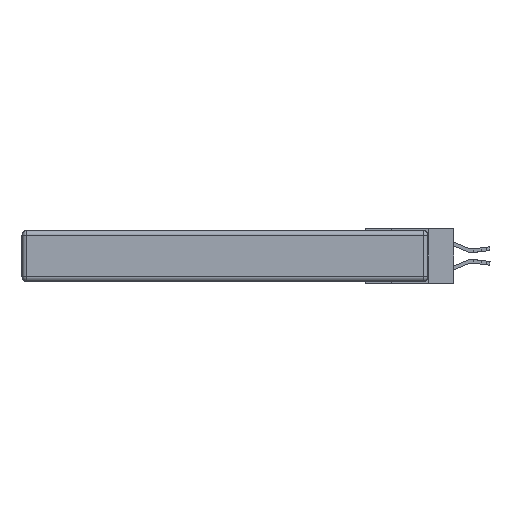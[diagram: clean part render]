
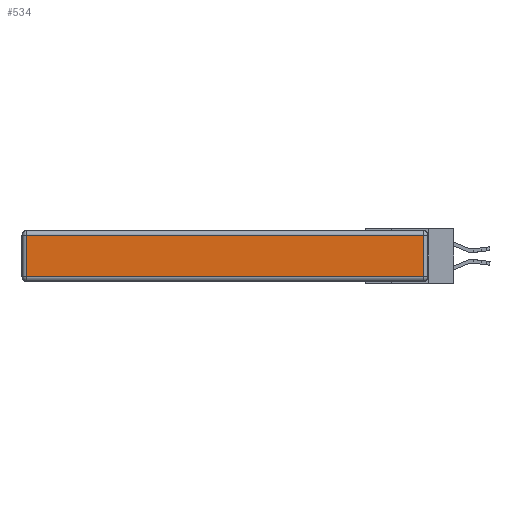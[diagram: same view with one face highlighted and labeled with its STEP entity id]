
A CAD part, left-side view. The second image highlights one B-rep face of the part: STEP entity #534.
In plain terms, the highlighted planar face has unit normal (-1, 0, 0).
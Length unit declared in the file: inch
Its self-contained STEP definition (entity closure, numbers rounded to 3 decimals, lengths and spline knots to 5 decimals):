
#534 = ADVANCED_FACE ( 'NONE', ( #20558 ), #13353, .T. ) ;
#684 = DIRECTION ( 'NONE',  ( 0., 1., 0. ) ) ;
#1346 = CARTESIAN_POINT ( 'NONE',  ( 0., 2.72, -0.03 ) ) ;
#1546 = VERTEX_POINT ( 'NONE', #17812 ) ;
#2003 = LINE ( 'NONE', #8164, #19137 ) ;
#2426 = DIRECTION ( 'NONE',  ( 0., -1., 0. ) ) ;
#2688 = ORIENTED_EDGE ( 'NONE', *, *, #8580, .T. ) ;
#3961 = VECTOR ( 'NONE', #18397, 39.37008 ) ;
#4404 = EDGE_CURVE ( 'NONE', #13362, #1546, #16567, .T. ) ;
#4441 = DIRECTION ( 'NONE',  ( 0., 0., 1. ) ) ;
#4553 = ORIENTED_EDGE ( 'NONE', *, *, #21378, .T. ) ;
#4887 = ORIENTED_EDGE ( 'NONE', *, *, #4404, .T. ) ;
#6658 = ORIENTED_EDGE ( 'NONE', *, *, #17314, .T. ) ;
#7742 = DIRECTION ( 'NONE',  ( -1., 0., 0. ) ) ;
#8164 = CARTESIAN_POINT ( 'NONE',  ( 0., 0.03, -0.343 ) ) ;
#8472 = EDGE_LOOP ( 'NONE', ( #4887, #2688, #6658, #4553 ) ) ;
#8580 = EDGE_CURVE ( 'NONE', #1546, #15950, #2003, .T. ) ;
#9732 = DIRECTION ( 'NONE',  ( 0., 0., 1. ) ) ;
#10743 = CARTESIAN_POINT ( 'NONE',  ( 0., 0.03, -0.03 ) ) ;
#11415 = CARTESIAN_POINT ( 'NONE',  ( 0., 2.75, -0.03 ) ) ;
#12008 = LINE ( 'NONE', #16473, #3961 ) ;
#13260 = CARTESIAN_POINT ( 'NONE',  ( 0., 2.72, -0.313 ) ) ;
#13353 = PLANE ( 'NONE',  #15827 ) ;
#13362 = VERTEX_POINT ( 'NONE', #13260 ) ;
#14595 = CARTESIAN_POINT ( 'NONE',  ( 0., 0., -0.313 ) ) ;
#14734 = CARTESIAN_POINT ( 'NONE',  ( 0., 0., -0.343 ) ) ;
#15450 = VERTEX_POINT ( 'NONE', #1346 ) ;
#15827 = AXIS2_PLACEMENT_3D ( 'NONE', #14734, #7742, #4441 ) ;
#15950 = VERTEX_POINT ( 'NONE', #10743 ) ;
#16473 = CARTESIAN_POINT ( 'NONE',  ( 0., 2.72, -0.343 ) ) ;
#16567 = LINE ( 'NONE', #14595, #17119 ) ;
#16974 = VECTOR ( 'NONE', #684, 39.37008 ) ;
#17119 = VECTOR ( 'NONE', #2426, 39.37008 ) ;
#17314 = EDGE_CURVE ( 'NONE', #15950, #15450, #21645, .T. ) ;
#17812 = CARTESIAN_POINT ( 'NONE',  ( 0., 0.03, -0.313 ) ) ;
#18397 = DIRECTION ( 'NONE',  ( 0., 0., -1. ) ) ;
#19137 = VECTOR ( 'NONE', #9732, 39.37008 ) ;
#20558 = FACE_OUTER_BOUND ( 'NONE', #8472, .T. ) ;
#21378 = EDGE_CURVE ( 'NONE', #15450, #13362, #12008, .T. ) ;
#21645 = LINE ( 'NONE', #11415, #16974 ) ;
